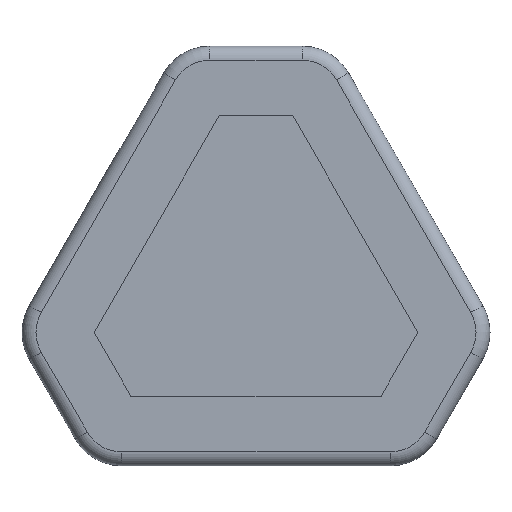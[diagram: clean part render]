
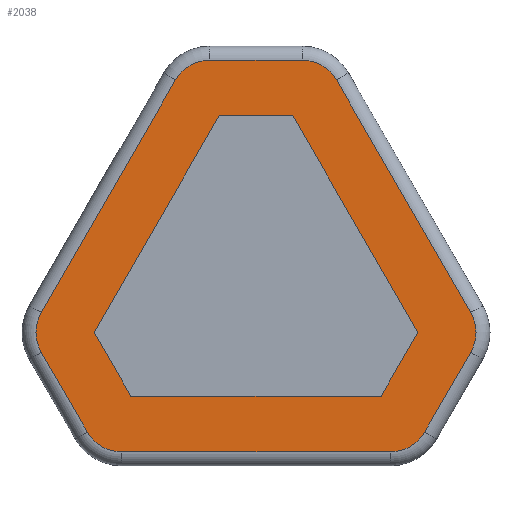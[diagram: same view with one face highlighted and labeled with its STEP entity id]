
A CAD part, front view. The second image highlights one B-rep face of the part: STEP entity #2038.
In plain terms, the highlighted planar face has unit normal (0, -1, 0).
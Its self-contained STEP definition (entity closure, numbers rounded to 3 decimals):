
#3 = DIRECTION ( 'NONE',  ( 0.5, 0., -0.866 ) ) ;
#7 = CIRCLE ( 'NONE', #908, 3.7 ) ;
#11 = DIRECTION ( 'NONE',  ( 0., -1., 0. ) ) ;
#12 = ORIENTED_EDGE ( 'NONE', *, *, #1751, .F. ) ;
#16 = FACE_OUTER_BOUND ( 'NONE', #47, .T. ) ;
#47 = EDGE_LOOP ( 'NONE', ( #1374, #2407, #718, #1509, #1076, #1663, #1450, #213, #441, #520, #142, #1380 ) ) ;
#51 = CARTESIAN_POINT ( 'NONE',  ( -21.052, 0., 21.611 ) ) ;
#63 = LINE ( 'NONE', #911, #1938 ) ;
#65 = CARTESIAN_POINT ( 'NONE',  ( -10.113, 0., 24.961 ) ) ;
#100 = EDGE_CURVE ( 'NONE', #2170, #2271, #754, .T. ) ;
#113 = AXIS2_PLACEMENT_3D ( 'NONE', #2445, #11, #643 ) ;
#114 = CARTESIAN_POINT ( 'NONE',  ( -32.717, 0., 1.406 ) ) ;
#115 = DIRECTION ( 'NONE',  ( -1., 0., 0. ) ) ;
#142 = ORIENTED_EDGE ( 'NONE', *, *, #2228, .T. ) ;
#154 = VERTEX_POINT ( 'NONE', #2373 ) ;
#168 = EDGE_CURVE ( 'NONE', #1603, #1485, #1551, .T. ) ;
#183 = EDGE_CURVE ( 'NONE', #1682, #1603, #1555, .T. ) ;
#204 = CARTESIAN_POINT ( 'NONE',  ( -23.929, 0., -13.815 ) ) ;
#207 = FACE_BOUND ( 'NONE', #2208, .T. ) ;
#213 = ORIENTED_EDGE ( 'NONE', *, *, #1436, .T. ) ;
#226 = CARTESIAN_POINT ( 'NONE',  ( -21.918, 0., 26.811 ) ) ;
#239 = VERTEX_POINT ( 'NONE', #1788 ) ;
#248 = DIRECTION ( 'NONE',  ( 1., 0., 0. ) ) ;
#256 = CARTESIAN_POINT ( 'NONE',  ( -14.184, 0., 21.611 ) ) ;
#285 = EDGE_CURVE ( 'NONE', #569, #239, #634, .T. ) ;
#294 = DIRECTION ( 'NONE',  ( 0., -1., 0. ) ) ;
#336 = DIRECTION ( 'NONE',  ( 0., -1., 0. ) ) ;
#346 = EDGE_CURVE ( 'NONE', #1464, #2371, #2045, .T. ) ;
#348 = VECTOR ( 'NONE', #1897, 1000. ) ;
#365 = VECTOR ( 'NONE', #2341, 1000. ) ;
#372 = VERTEX_POINT ( 'NONE', #410 ) ;
#375 = PLANE ( 'NONE',  #1574 ) ;
#410 = CARTESIAN_POINT ( 'NONE',  ( -30.149, 0., -9.742 ) ) ;
#411 = CARTESIAN_POINT ( 'NONE',  ( -2.498, 0., 1.442 ) ) ;
#416 = AXIS2_PLACEMENT_3D ( 'NONE', #2426, #1415, #1612 ) ;
#425 = DIRECTION ( 'NONE',  ( 0., 0., 1. ) ) ;
#432 = LINE ( 'NONE', #1833, #906 ) ;
#441 = ORIENTED_EDGE ( 'NONE', *, *, #2020, .T. ) ;
#469 = CARTESIAN_POINT ( 'NONE',  ( -25.122, 0., 24.961 ) ) ;
#489 = DIRECTION ( 'NONE',  ( -0.5, 0., 0.866 ) ) ;
#500 = VERTEX_POINT ( 'NONE', #51 ) ;
#504 = CARTESIAN_POINT ( 'NONE',  ( -37.653, 0., 3.256 ) ) ;
#515 = DIRECTION ( 'NONE',  ( 0.5, 0., -0.866 ) ) ;
#520 = ORIENTED_EDGE ( 'NONE', *, *, #728, .T. ) ;
#530 = CARTESIAN_POINT ( 'NONE',  ( -21.918, 0., 26.811 ) ) ;
#551 = DIRECTION ( 'NONE',  ( -0.5, 0., -0.866 ) ) ;
#569 = VERTEX_POINT ( 'NONE', #114 ) ;
#597 = VERTEX_POINT ( 'NONE', #1917 ) ;
#625 = AXIS2_PLACEMENT_3D ( 'NONE', #1602, #1784, #425 ) ;
#634 = LINE ( 'NONE', #204, #2611 ) ;
#643 = DIRECTION ( 'NONE',  ( 0., 0., 1. ) ) ;
#695 = EDGE_CURVE ( 'NONE', #500, #569, #2524, .T. ) ;
#700 = CARTESIAN_POINT ( 'NONE',  ( 2.418, 0., -0.444 ) ) ;
#718 = ORIENTED_EDGE ( 'NONE', *, *, #346, .T. ) ;
#719 = ORIENTED_EDGE ( 'NONE', *, *, #1986, .F. ) ;
#728 = EDGE_CURVE ( 'NONE', #1569, #597, #1389, .T. ) ;
#736 = LINE ( 'NONE', #1538, #365 ) ;
#741 = DIRECTION ( 'NONE',  ( 0., -1., 0. ) ) ;
#754 = CIRCLE ( 'NONE', #1266, 3.7 ) ;
#756 = AXIS2_PLACEMENT_3D ( 'NONE', #2156, #336, #1153 ) ;
#826 = VECTOR ( 'NONE', #248, 1000. ) ;
#835 = LINE ( 'NONE', #411, #935 ) ;
#846 = DIRECTION ( 'NONE',  ( -1., 0., 0. ) ) ;
#906 = VECTOR ( 'NONE', #1400, 1000. ) ;
#908 = AXIS2_PLACEMENT_3D ( 'NONE', #2487, #294, #1708 ) ;
#911 = CARTESIAN_POINT ( 'NONE',  ( -1.28, 0., -0.739 ) ) ;
#933 = DIRECTION ( 'NONE',  ( 0., 0., 1. ) ) ;
#935 = VECTOR ( 'NONE', #1258, 1000. ) ;
#948 = DIRECTION ( 'NONE',  ( -0.5, 0., -0.866 ) ) ;
#959 = ORIENTED_EDGE ( 'NONE', *, *, #1528, .F. ) ;
#968 = CARTESIAN_POINT ( 'NONE',  ( -2.519, 0., 1.406 ) ) ;
#1001 = VERTEX_POINT ( 'NONE', #968 ) ;
#1011 = DIRECTION ( 'NONE',  ( 0., 0., 1. ) ) ;
#1040 = DIRECTION ( 'NONE',  ( 0., 1., 0. ) ) ;
#1076 = ORIENTED_EDGE ( 'NONE', *, *, #183, .T. ) ;
#1098 = CARTESIAN_POINT ( 'NONE',  ( 2.418, 0., -0.444 ) ) ;
#1136 = VERTEX_POINT ( 'NONE', #1622 ) ;
#1142 = CIRCLE ( 'NONE', #113, 3.7 ) ;
#1153 = DIRECTION ( 'NONE',  ( 0., 0., 1. ) ) ;
#1204 = VECTOR ( 'NONE', #515, 1000. ) ;
#1258 = DIRECTION ( 'NONE',  ( 0.5, 0., 0.866 ) ) ;
#1266 = AXIS2_PLACEMENT_3D ( 'NONE', #1736, #741, #933 ) ;
#1267 = LINE ( 'NONE', #1281, #826 ) ;
#1275 = VECTOR ( 'NONE', #948, 1000. ) ;
#1281 = CARTESIAN_POINT ( 'NONE',  ( 0., 0., -4.542 ) ) ;
#1338 = ORIENTED_EDGE ( 'NONE', *, *, #285, .F. ) ;
#1374 = ORIENTED_EDGE ( 'NONE', *, *, #1421, .T. ) ;
#1380 = ORIENTED_EDGE ( 'NONE', *, *, #100, .T. ) ;
#1389 = CIRCLE ( 'NONE', #416, 3.7 ) ;
#1400 = DIRECTION ( 'NONE',  ( 1., 0., 0. ) ) ;
#1415 = DIRECTION ( 'NONE',  ( 0., -1., 0. ) ) ;
#1421 = EDGE_CURVE ( 'NONE', #2271, #2220, #736, .T. ) ;
#1436 = EDGE_CURVE ( 'NONE', #1136, #372, #1761, .T. ) ;
#1450 = ORIENTED_EDGE ( 'NONE', *, *, #1797, .T. ) ;
#1464 = VERTEX_POINT ( 'NONE', #2057 ) ;
#1469 = VECTOR ( 'NONE', #551, 1000. ) ;
#1485 = VERTEX_POINT ( 'NONE', #2429 ) ;
#1509 = ORIENTED_EDGE ( 'NONE', *, *, #1543, .T. ) ;
#1518 = CARTESIAN_POINT ( 'NONE',  ( -25.146, 0., 14.518 ) ) ;
#1528 = EDGE_CURVE ( 'NONE', #154, #1001, #835, .T. ) ;
#1538 = CARTESIAN_POINT ( 'NONE',  ( -10.113, 0., 24.961 ) ) ;
#1543 = EDGE_CURVE ( 'NONE', #2371, #1682, #1142, .T. ) ;
#1545 = EDGE_CURVE ( 'NONE', #1001, #2135, #63, .T. ) ;
#1547 = CARTESIAN_POINT ( 'NONE',  ( -33.353, 0., -7.892 ) ) ;
#1551 = CIRCLE ( 'NONE', #756, 3.7 ) ;
#1555 = LINE ( 'NONE', #2362, #1469 ) ;
#1569 = VERTEX_POINT ( 'NONE', #2471 ) ;
#1574 = AXIS2_PLACEMENT_3D ( 'NONE', #2454, #1040, #1011 ) ;
#1602 = CARTESIAN_POINT ( 'NONE',  ( -30.149, 0., -6.042 ) ) ;
#1603 = VERTEX_POINT ( 'NONE', #504 ) ;
#1612 = DIRECTION ( 'NONE',  ( 0., 0., 1. ) ) ;
#1622 = CARTESIAN_POINT ( 'NONE',  ( -33.353, 0., -7.892 ) ) ;
#1663 = ORIENTED_EDGE ( 'NONE', *, *, #168, .T. ) ;
#1682 = VERTEX_POINT ( 'NONE', #469 ) ;
#1683 = LINE ( 'NONE', #1098, #348 ) ;
#1708 = DIRECTION ( 'NONE',  ( 0., 0., 1. ) ) ;
#1736 = CARTESIAN_POINT ( 'NONE',  ( -0.787, 0., 1.406 ) ) ;
#1751 = EDGE_CURVE ( 'NONE', #2135, #500, #2379, .T. ) ;
#1755 = CARTESIAN_POINT ( 'NONE',  ( 0., 0., 21.611 ) ) ;
#1761 = CIRCLE ( 'NONE', #625, 3.7 ) ;
#1769 = LINE ( 'NONE', #1547, #1204 ) ;
#1784 = DIRECTION ( 'NONE',  ( 0., -1., 0. ) ) ;
#1788 = CARTESIAN_POINT ( 'NONE',  ( -29.283, 0., -4.542 ) ) ;
#1797 = EDGE_CURVE ( 'NONE', #1485, #1136, #1769, .T. ) ;
#1833 = CARTESIAN_POINT ( 'NONE',  ( -5.087, 0., -9.742 ) ) ;
#1897 = DIRECTION ( 'NONE',  ( 0.5, 0., 0.866 ) ) ;
#1917 = CARTESIAN_POINT ( 'NONE',  ( -1.882, 0., -7.892 ) ) ;
#1938 = VECTOR ( 'NONE', #489, 1000. ) ;
#1940 = ORIENTED_EDGE ( 'NONE', *, *, #1545, .F. ) ;
#1986 = EDGE_CURVE ( 'NONE', #239, #154, #1267, .T. ) ;
#2020 = EDGE_CURVE ( 'NONE', #372, #1569, #432, .T. ) ;
#2038 = ADVANCED_FACE ( 'NONE', ( #16, #207 ), #375, .F. ) ;
#2045 = LINE ( 'NONE', #226, #2349 ) ;
#2057 = CARTESIAN_POINT ( 'NONE',  ( -13.318, 0., 26.811 ) ) ;
#2135 = VERTEX_POINT ( 'NONE', #256 ) ;
#2156 = CARTESIAN_POINT ( 'NONE',  ( -34.449, 0., 1.406 ) ) ;
#2170 = VERTEX_POINT ( 'NONE', #700 ) ;
#2208 = EDGE_LOOP ( 'NONE', ( #719, #1338, #2506, #12, #1940, #959 ) ) ;
#2220 = VERTEX_POINT ( 'NONE', #65 ) ;
#2228 = EDGE_CURVE ( 'NONE', #597, #2170, #1683, .T. ) ;
#2229 = EDGE_CURVE ( 'NONE', #2220, #1464, #7, .T. ) ;
#2271 = VERTEX_POINT ( 'NONE', #2553 ) ;
#2341 = DIRECTION ( 'NONE',  ( -0.5, 0., 0.866 ) ) ;
#2349 = VECTOR ( 'NONE', #846, 1000. ) ;
#2362 = CARTESIAN_POINT ( 'NONE',  ( -37.653, 0., 3.256 ) ) ;
#2371 = VERTEX_POINT ( 'NONE', #530 ) ;
#2373 = CARTESIAN_POINT ( 'NONE',  ( -5.953, 0., -4.542 ) ) ;
#2379 = LINE ( 'NONE', #1755, #2587 ) ;
#2407 = ORIENTED_EDGE ( 'NONE', *, *, #2229, .T. ) ;
#2426 = CARTESIAN_POINT ( 'NONE',  ( -5.087, 0., -6.042 ) ) ;
#2429 = CARTESIAN_POINT ( 'NONE',  ( -37.653, 0., -0.444 ) ) ;
#2445 = CARTESIAN_POINT ( 'NONE',  ( -21.918, 0., 23.111 ) ) ;
#2454 = CARTESIAN_POINT ( 'NONE',  ( 0., 0., 0. ) ) ;
#2471 = CARTESIAN_POINT ( 'NONE',  ( -5.087, 0., -9.742 ) ) ;
#2487 = CARTESIAN_POINT ( 'NONE',  ( -13.318, 0., 23.111 ) ) ;
#2506 = ORIENTED_EDGE ( 'NONE', *, *, #695, .F. ) ;
#2524 = LINE ( 'NONE', #1518, #1275 ) ;
#2553 = CARTESIAN_POINT ( 'NONE',  ( 2.418, 0., 3.256 ) ) ;
#2587 = VECTOR ( 'NONE', #115, 1000. ) ;
#2611 = VECTOR ( 'NONE', #3, 1000. ) ;
